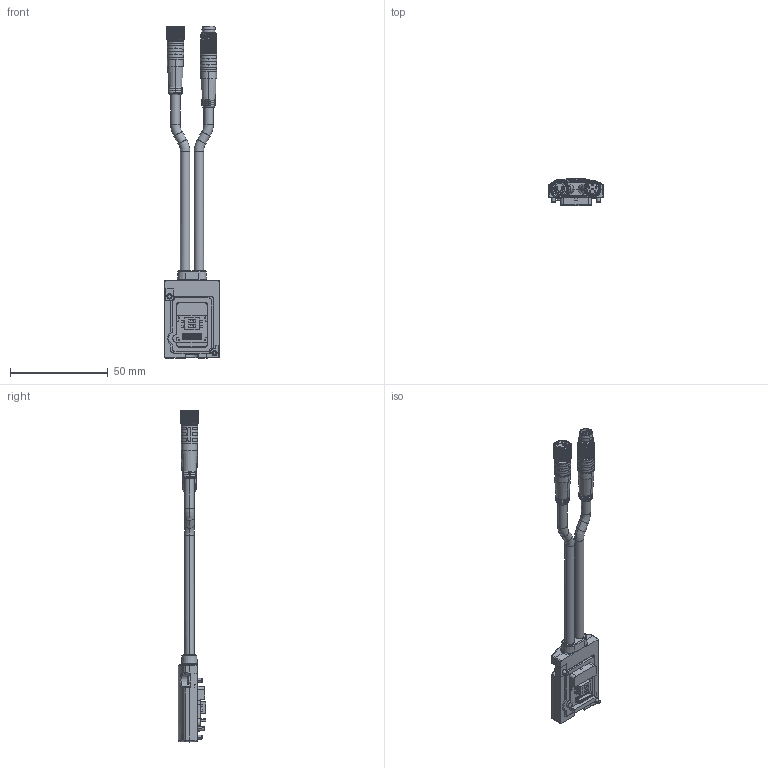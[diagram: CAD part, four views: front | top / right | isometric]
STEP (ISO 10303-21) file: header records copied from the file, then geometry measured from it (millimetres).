
FILE_DESCRIPTION((''),'2;1');
FILE_NAME('242830_SM01_ASM','2024-05-28T12:18:11',('banengservice'),('BANNER ENGINEERING'),'CREO PARAMETRIC BY PTC INC, 2022414','CREO PARAMETRIC BY PTC INC, 2022414','');
FILE_SCHEMA(('CONFIG_CONTROL_DESIGN'));
Products named in the file (2): 242830_EP01; 242830_SM01_ASM
Assembly tree (1 placements, depth 2):
  242830_SM01_ASM
    242830_EP01
Bounding box: 28 x 14.12 x 169.8 mm (x, y, z)
Volume: 14896.9 mm3; surface area: 17308.9 mm2
Topology: 7 solids, 8 shells, 6114 faces, 15969 edges, 9973 vertices
Faces by surface type: bspline 2768, cylinder 1633, plane 1528, cone 106, sphere 31, torus 30, revolution 12, extrusion 6
Entity records: 261243 total; most frequent: CARTESIAN_POINT 137628, ORIENTED_EDGE 31890, EDGE_CURVE 15945, DIRECTION 14966, VERTEX_POINT 9973, B_SPLINE_CURVE_WITH_KNOTS 9453, EDGE_LOOP 6388, FACE_OUTER_BOUND 6114
